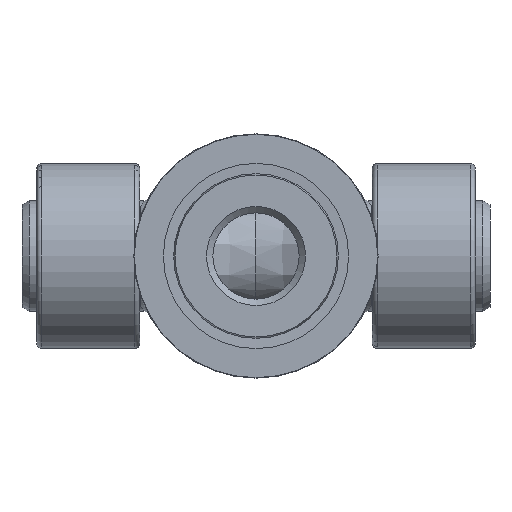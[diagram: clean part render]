
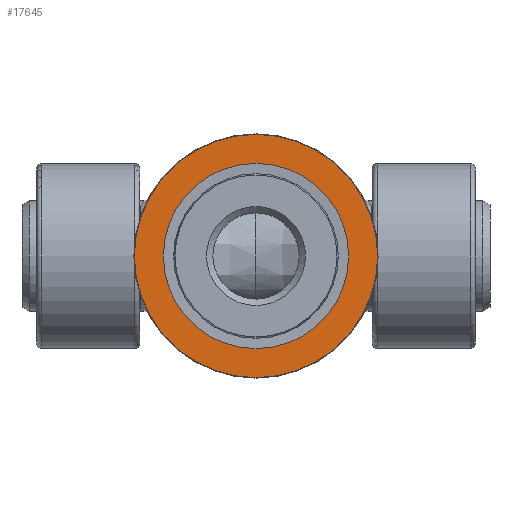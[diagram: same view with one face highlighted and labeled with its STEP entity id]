
A CAD part, front view. The second image highlights one B-rep face of the part: STEP entity #17645.
In plain terms, the highlighted face is planar.
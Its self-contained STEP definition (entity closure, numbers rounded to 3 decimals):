
#3624=PLANE('',#18891);
#4044=FACE_BOUND('',#5625,.T.);
#4528=FACE_OUTER_BOUND('',#5624,.T.);
#5624=EDGE_LOOP('',(#13812));
#5625=EDGE_LOOP('',(#13813));
#6545=CIRCLE('',#18889,47.3);
#6546=CIRCLE('',#18892,36.);
#7832=VERTEX_POINT('',#30702);
#7833=VERTEX_POINT('',#30706);
#10016=EDGE_CURVE('',#7832,#7832,#6545,.T.);
#10017=EDGE_CURVE('',#7833,#7833,#6546,.T.);
#13812=ORIENTED_EDGE('',*,*,#10016,.F.);
#13813=ORIENTED_EDGE('',*,*,#10017,.T.);
#17645=ADVANCED_FACE('',(#4528,#4044),#3624,.F.);
#18889=AXIS2_PLACEMENT_3D('',#30703,#21346,#21347);
#18891=AXIS2_PLACEMENT_3D('',#30705,#21350,#21351);
#18892=AXIS2_PLACEMENT_3D('',#30707,#21352,#21353);
#21346=DIRECTION('center_axis',(0.,0.,1.));
#21347=DIRECTION('ref_axis',(-1.,0.,0.));
#21350=DIRECTION('center_axis',(0.,0.,1.));
#21351=DIRECTION('ref_axis',(1.,0.,0.));
#21352=DIRECTION('center_axis',(0.,0.,1.));
#21353=DIRECTION('ref_axis',(0.,-1.,0.));
#30702=CARTESIAN_POINT('',(47.3,0.,0.));
#30703=CARTESIAN_POINT('Origin',(0.,0.,0.));
#30705=CARTESIAN_POINT('Origin',(0.,0.,0.));
#30706=CARTESIAN_POINT('',(0.,-36.,0.));
#30707=CARTESIAN_POINT('Origin',(0.,0.,0.));
